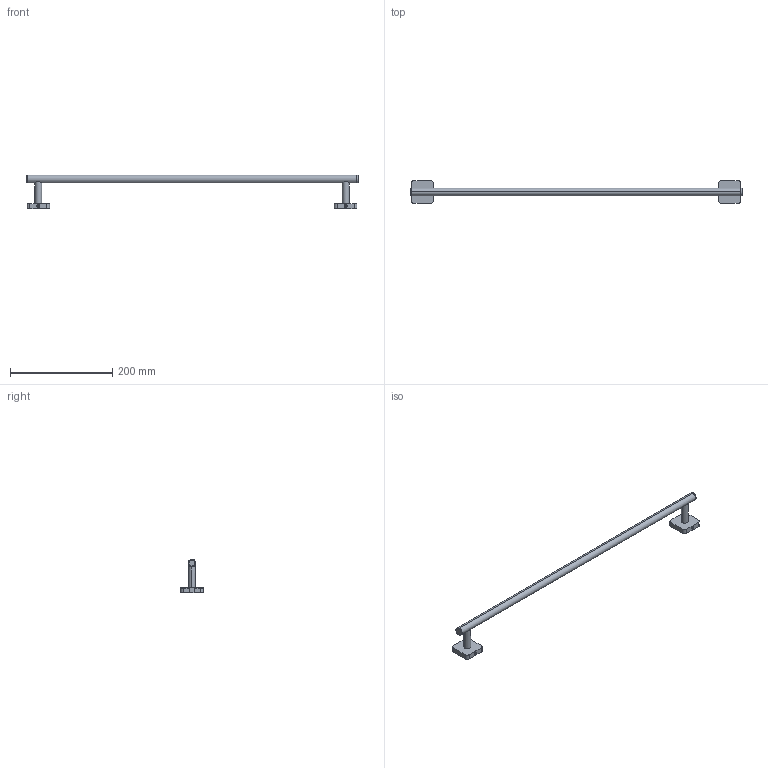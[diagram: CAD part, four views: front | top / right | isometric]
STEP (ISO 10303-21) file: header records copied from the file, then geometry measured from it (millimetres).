
FILE_DESCRIPTION (( 'STEP AP203' ), '1' );
FILE_NAME ('24801A-00-00.STEP', '2023-03-28T11:02:30', ( 'Windows User' ), ( 'P R C' ), 'SwSTEP 2.0', 'SolidWorks 2015', '' );
FILE_SCHEMA (( 'CONFIG_CONTROL_DESIGN' ));
Length unit declared in the file: millimetre
Products named in the file (1): 24801A-00-00
Bounding box: 648 x 44.23 x 65.5 mm (x, y, z)
Surface area: 50905.3 mm2 (no closed solid volume)
Topology: 0 solids, 16 shells, 207 faces, 602 edges, 408 vertices
Faces by surface type: plane 119, cylinder 70, cone 10, bspline 8
Entity records: 7234 total; most frequent: CARTESIAN_POINT 1860, DIRECTION 1058, ORIENTED_EDGE 1050, EDGE_CURVE 598, VERTEX_POINT 408, VECTOR 394, LINE 394, AXIS2_PLACEMENT_3D 332
